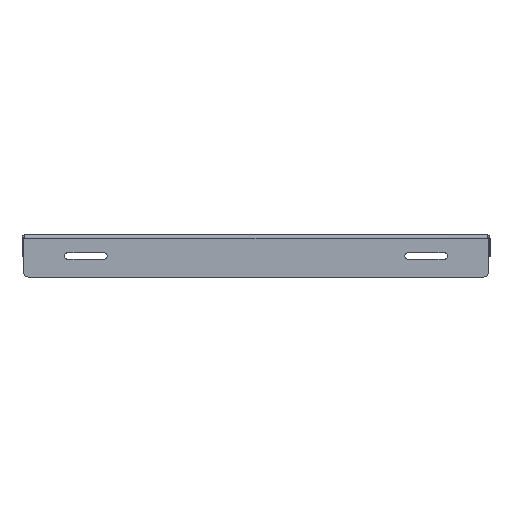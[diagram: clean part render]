
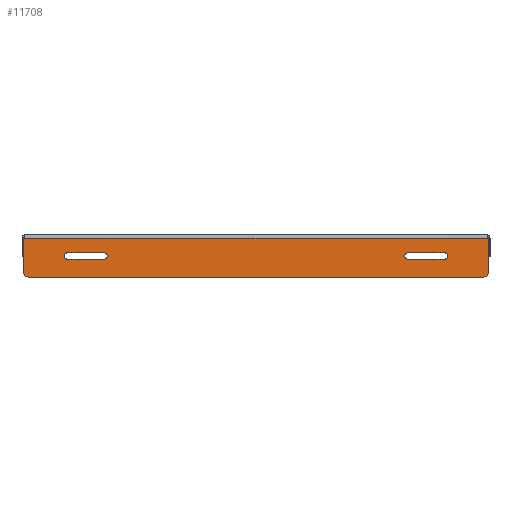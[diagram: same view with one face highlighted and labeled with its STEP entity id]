
A CAD part, left-side view. The second image highlights one B-rep face of the part: STEP entity #11708.
In plain terms, the highlighted planar face has unit normal (-1, 0, 0).
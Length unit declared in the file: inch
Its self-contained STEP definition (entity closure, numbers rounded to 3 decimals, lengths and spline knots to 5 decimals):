
#189 = DIRECTION ( 'NONE',  ( 0., 1., 0. ) ) ;
#236 = DIRECTION ( 'NONE',  ( -1., 0., 0. ) ) ;
#442 = CARTESIAN_POINT ( 'NONE',  ( -11.875, 10.922, 0.844 ) ) ;
#449 = ORIENTED_EDGE ( 'NONE', *, *, #3346, .F. ) ;
#786 = DIRECTION ( 'NONE',  ( 0., 0., 1. ) ) ;
#924 = DIRECTION ( 'NONE',  ( 0., 0., -1. ) ) ;
#1282 = CARTESIAN_POINT ( 'NONE',  ( -11.875, 7.15625, 0. ) ) ;
#1302 = VECTOR ( 'NONE', #5982, 39.37008 ) ;
#1321 = ORIENTED_EDGE ( 'NONE', *, *, #11529, .T. ) ;
#1431 = ORIENTED_EDGE ( 'NONE', *, *, #10852, .T. ) ;
#1473 = CARTESIAN_POINT ( 'NONE',  ( -11.875, 11., -0.15625 ) ) ;
#1718 = CIRCLE ( 'NONE', #10725, 0.15625 ) ;
#1782 = CARTESIAN_POINT ( 'NONE',  ( -11.875, 10.672, -0.75 ) ) ;
#1909 = DIRECTION ( 'NONE',  ( 0., -1., 0. ) ) ;
#2122 = VERTEX_POINT ( 'NONE', #8112 ) ;
#2176 = LINE ( 'NONE', #5993, #2631 ) ;
#2269 = EDGE_CURVE ( 'NONE', #4272, #6326, #11382, .T. ) ;
#2393 = ORIENTED_EDGE ( 'NONE', *, *, #7869, .T. ) ;
#2397 = AXIS2_PLACEMENT_3D ( 'NONE', #8761, #236, #5985 ) ;
#2422 = DIRECTION ( 'NONE',  ( 0., -1., 0. ) ) ;
#2554 = VERTEX_POINT ( 'NONE', #4900 ) ;
#2631 = VECTOR ( 'NONE', #9829, 39.37008 ) ;
#3048 = VERTEX_POINT ( 'NONE', #442 ) ;
#3051 = CARTESIAN_POINT ( 'NONE',  ( -11.875, 11., -1. ) ) ;
#3070 = LINE ( 'NONE', #4820, #5747 ) ;
#3219 = ORIENTED_EDGE ( 'NONE', *, *, #9780, .T. ) ;
#3294 = LINE ( 'NONE', #10758, #1302 ) ;
#3346 = EDGE_CURVE ( 'NONE', #3048, #10522, #2176, .T. ) ;
#3628 = DIRECTION ( 'NONE',  ( 1., 0., 0. ) ) ;
#3677 = ORIENTED_EDGE ( 'NONE', *, *, #4927, .T. ) ;
#3723 = CARTESIAN_POINT ( 'NONE',  ( -11.875, 8.84375, 0. ) ) ;
#3831 = CARTESIAN_POINT ( 'NONE',  ( -11.875, -8.84375, 0.15625 ) ) ;
#3931 = DIRECTION ( 'NONE',  ( 0., 0., -1. ) ) ;
#3955 = CIRCLE ( 'NONE', #6963, 0.15625 ) ;
#3981 = AXIS2_PLACEMENT_3D ( 'NONE', #1782, #10303, #786 ) ;
#4080 = FACE_BOUND ( 'NONE', #12194, .T. ) ;
#4150 = AXIS2_PLACEMENT_3D ( 'NONE', #7905, #5766, #5828 ) ;
#4204 = ORIENTED_EDGE ( 'NONE', *, *, #7708, .T. ) ;
#4272 = VERTEX_POINT ( 'NONE', #4754 ) ;
#4545 = CARTESIAN_POINT ( 'NONE',  ( -11.875, 7.15625, 0.15625 ) ) ;
#4754 = CARTESIAN_POINT ( 'NONE',  ( -11.875, 10.922, -0.75 ) ) ;
#4820 = CARTESIAN_POINT ( 'NONE',  ( -11.875, 11., -0.15625 ) ) ;
#4842 = ORIENTED_EDGE ( 'NONE', *, *, #9054, .T. ) ;
#4862 = LINE ( 'NONE', #10518, #9011 ) ;
#4900 = CARTESIAN_POINT ( 'NONE',  ( -11.875, -7.15625, 0.15625 ) ) ;
#4927 = EDGE_CURVE ( 'NONE', #10241, #10522, #3294, .T. ) ;
#5372 = ORIENTED_EDGE ( 'NONE', *, *, #9793, .T. ) ;
#5583 = AXIS2_PLACEMENT_3D ( 'NONE', #1282, #12168, #10813 ) ;
#5617 = VERTEX_POINT ( 'NONE', #10709 ) ;
#5677 = DIRECTION ( 'NONE',  ( 1., 0., 0. ) ) ;
#5708 = FACE_BOUND ( 'NONE', #8427, .T. ) ;
#5747 = VECTOR ( 'NONE', #189, 39.37008 ) ;
#5766 = DIRECTION ( 'NONE',  ( -1., 0., 0. ) ) ;
#5828 = DIRECTION ( 'NONE',  ( 0., 0., 1. ) ) ;
#5982 = DIRECTION ( 'NONE',  ( 0., 0., 1. ) ) ;
#5985 = DIRECTION ( 'NONE',  ( 0., 0., 1. ) ) ;
#5993 = CARTESIAN_POINT ( 'NONE',  ( -11.875, 11., 0.844 ) ) ;
#6003 = CARTESIAN_POINT ( 'NONE',  ( -11.875, -10.922, 0.844 ) ) ;
#6093 = VECTOR ( 'NONE', #10322, 39.37008 ) ;
#6195 = CIRCLE ( 'NONE', #2397, 0.25 ) ;
#6290 = CARTESIAN_POINT ( 'NONE',  ( -11.875, 8.84375, -0.15625 ) ) ;
#6326 = VERTEX_POINT ( 'NONE', #7254 ) ;
#6532 = CARTESIAN_POINT ( 'NONE',  ( -11.875, 8.84375, 0.15625 ) ) ;
#6571 = DIRECTION ( 'NONE',  ( 0., 0., -1. ) ) ;
#6727 = VERTEX_POINT ( 'NONE', #10571 ) ;
#6924 = LINE ( 'NONE', #3051, #10713 ) ;
#6963 = AXIS2_PLACEMENT_3D ( 'NONE', #7447, #5677, #924 ) ;
#7061 = EDGE_CURVE ( 'NONE', #11044, #9591, #1718, .T. ) ;
#7254 = CARTESIAN_POINT ( 'NONE',  ( -11.875, 10.672, -1. ) ) ;
#7447 = CARTESIAN_POINT ( 'NONE',  ( -11.875, -8.84375, 0. ) ) ;
#7493 = LINE ( 'NONE', #11315, #6093 ) ;
#7633 = CARTESIAN_POINT ( 'NONE',  ( -11.875, -7.15625, 0. ) ) ;
#7658 = FACE_OUTER_BOUND ( 'NONE', #7783, .T. ) ;
#7708 = EDGE_CURVE ( 'NONE', #9591, #11186, #7493, .T. ) ;
#7783 = EDGE_LOOP ( 'NONE', ( #2393, #3219, #3677, #449, #5372, #8974 ) ) ;
#7869 = EDGE_CURVE ( 'NONE', #6326, #6727, #6924, .T. ) ;
#7905 = CARTESIAN_POINT ( 'NONE',  ( -11.875, 11., 0. ) ) ;
#8112 = CARTESIAN_POINT ( 'NONE',  ( -11.875, 7.15625, -0.15625 ) ) ;
#8122 = LINE ( 'NONE', #1473, #10138 ) ;
#8188 = DIRECTION ( 'NONE',  ( 0., 1., 0. ) ) ;
#8427 = EDGE_LOOP ( 'NONE', ( #10149, #1431, #11207, #1321 ) ) ;
#8548 = DIRECTION ( 'NONE',  ( 0., 0., -1. ) ) ;
#8755 = CARTESIAN_POINT ( 'NONE',  ( -11.875, -8.84375, -0.15625 ) ) ;
#8761 = CARTESIAN_POINT ( 'NONE',  ( -11.875, -10.672, -0.75 ) ) ;
#8799 = ORIENTED_EDGE ( 'NONE', *, *, #7061, .T. ) ;
#8813 = VERTEX_POINT ( 'NONE', #8755 ) ;
#8949 = LINE ( 'NONE', #9946, #9155 ) ;
#8974 = ORIENTED_EDGE ( 'NONE', *, *, #2269, .T. ) ;
#9011 = VECTOR ( 'NONE', #3931, 39.37008 ) ;
#9054 = EDGE_CURVE ( 'NONE', #2122, #11044, #8122, .T. ) ;
#9155 = VECTOR ( 'NONE', #2422, 39.37008 ) ;
#9166 = ORIENTED_EDGE ( 'NONE', *, *, #10272, .T. ) ;
#9591 = VERTEX_POINT ( 'NONE', #6532 ) ;
#9664 = PLANE ( 'NONE',  #4150 ) ;
#9742 = AXIS2_PLACEMENT_3D ( 'NONE', #7633, #3628, #6571 ) ;
#9780 = EDGE_CURVE ( 'NONE', #6727, #10241, #6195, .T. ) ;
#9793 = EDGE_CURVE ( 'NONE', #3048, #4272, #4862, .T. ) ;
#9829 = DIRECTION ( 'NONE',  ( 0., -1., 0. ) ) ;
#9946 = CARTESIAN_POINT ( 'NONE',  ( -11.875, 11., 0.15625 ) ) ;
#10053 = CARTESIAN_POINT ( 'NONE',  ( -11.875, -10.922, -0.75 ) ) ;
#10138 = VECTOR ( 'NONE', #8188, 39.37008 ) ;
#10149 = ORIENTED_EDGE ( 'NONE', *, *, #12159, .T. ) ;
#10241 = VERTEX_POINT ( 'NONE', #10053 ) ;
#10272 = EDGE_CURVE ( 'NONE', #11186, #2122, #10993, .T. ) ;
#10303 = DIRECTION ( 'NONE',  ( -1., 0., 0. ) ) ;
#10322 = DIRECTION ( 'NONE',  ( 0., -1., 0. ) ) ;
#10351 = CIRCLE ( 'NONE', #9742, 0.15625 ) ;
#10388 = VERTEX_POINT ( 'NONE', #3831 ) ;
#10518 = CARTESIAN_POINT ( 'NONE',  ( -11.875, 10.922, 0. ) ) ;
#10522 = VERTEX_POINT ( 'NONE', #6003 ) ;
#10571 = CARTESIAN_POINT ( 'NONE',  ( -11.875, -10.672, -1. ) ) ;
#10709 = CARTESIAN_POINT ( 'NONE',  ( -11.875, -7.15625, -0.15625 ) ) ;
#10713 = VECTOR ( 'NONE', #1909, 39.37008 ) ;
#10725 = AXIS2_PLACEMENT_3D ( 'NONE', #3723, #10844, #8548 ) ;
#10758 = CARTESIAN_POINT ( 'NONE',  ( -11.875, -10.922, 0. ) ) ;
#10813 = DIRECTION ( 'NONE',  ( 0., 0., -1. ) ) ;
#10844 = DIRECTION ( 'NONE',  ( 1., 0., 0. ) ) ;
#10852 = EDGE_CURVE ( 'NONE', #5617, #2554, #10351, .T. ) ;
#10993 = CIRCLE ( 'NONE', #5583, 0.15625 ) ;
#11044 = VERTEX_POINT ( 'NONE', #6290 ) ;
#11078 = EDGE_CURVE ( 'NONE', #2554, #10388, #8949, .T. ) ;
#11186 = VERTEX_POINT ( 'NONE', #4545 ) ;
#11207 = ORIENTED_EDGE ( 'NONE', *, *, #11078, .T. ) ;
#11315 = CARTESIAN_POINT ( 'NONE',  ( -11.875, 11., 0.15625 ) ) ;
#11382 = CIRCLE ( 'NONE', #3981, 0.25 ) ;
#11529 = EDGE_CURVE ( 'NONE', #10388, #8813, #3955, .T. ) ;
#11708 = ADVANCED_FACE ( 'NONE', ( #4080, #5708, #7658 ), #9664, .T. ) ;
#12159 = EDGE_CURVE ( 'NONE', #8813, #5617, #3070, .T. ) ;
#12168 = DIRECTION ( 'NONE',  ( 1., 0., 0. ) ) ;
#12194 = EDGE_LOOP ( 'NONE', ( #4842, #8799, #4204, #9166 ) ) ;
